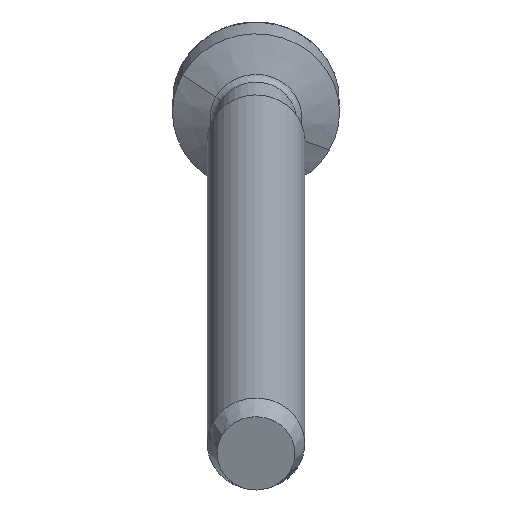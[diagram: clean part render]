
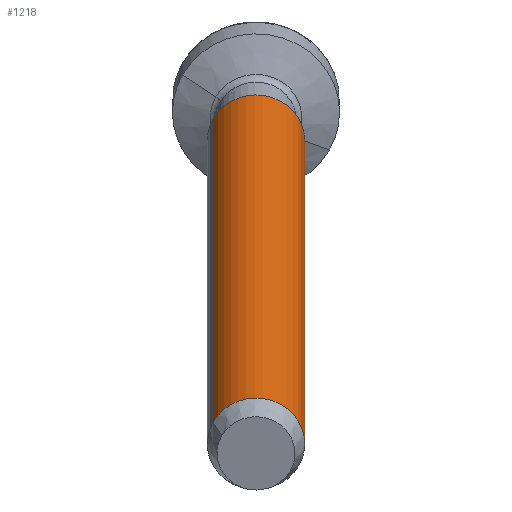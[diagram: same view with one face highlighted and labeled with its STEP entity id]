
A CAD part, front view. The second image highlights one B-rep face of the part: STEP entity #1218.
In plain terms, the highlighted cylindrical face has radius 1.75 mm (diameter 3.5 mm), a partial arc.
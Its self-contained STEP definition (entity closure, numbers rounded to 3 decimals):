
#1118=CARTESIAN_POINT('Vertex',(1.536,-36.4,-0.839)) ;
#1120=CARTESIAN_POINT('Vertex',(-1.536,-36.4,0.839)) ;
#1149=CARTESIAN_POINT('Axis2P3D Location',(0.,-36.4,0.)) ;
#1176=CARTESIAN_POINT('Axis2P3D Location',(0.,-18.7,0.)) ;
#1185=CARTESIAN_POINT('Vertex',(1.536,-4.573,-0.839)) ;
#1187=CARTESIAN_POINT('Vertex',(-1.536,-4.573,0.839)) ;
#1190=CARTESIAN_POINT('Line Origine',(1.536,-20.487,-0.839)) ;
#1195=CARTESIAN_POINT('Line Origine',(-1.536,-20.487,0.839)) ;
#1207=CARTESIAN_POINT('Axis2P3D Location',(0.,-4.573,0.)) ;
#1150=DIRECTION('Axis2P3D Direction',(0.,1.,0.)) ;
#1177=DIRECTION('Axis2P3D Direction',(0.,1.,0.)) ;
#1178=DIRECTION('Axis2P3D XDirection',(0.878,0.,-0.479)) ;
#1191=DIRECTION('Vector Direction',(0.,1.,0.)) ;
#1196=DIRECTION('Vector Direction',(0.,1.,0.)) ;
#1208=DIRECTION('Axis2P3D Direction',(0.,1.,0.)) ;
#1151=AXIS2_PLACEMENT_3D('Circle Axis2P3D',#1149,#1150,$) ;
#1179=AXIS2_PLACEMENT_3D('Cylinder Axis2P3D',#1176,#1177,#1178) ;
#1209=AXIS2_PLACEMENT_3D('Circle Axis2P3D',#1207,#1208,$) ;
#1213=ORIENTED_EDGE('',*,*,#1211,.F.) ;
#1214=ORIENTED_EDGE('',*,*,#1199,.T.) ;
#1215=ORIENTED_EDGE('',*,*,#1153,.T.) ;
#1216=ORIENTED_EDGE('',*,*,#1194,.F.) ;
#1192=VECTOR('Line Direction',#1191,1.) ;
#1197=VECTOR('Line Direction',#1196,1.) ;
#1218=ADVANCED_FACE('PartBody',(#1217),#1180,.T.) ;
#1152=CIRCLE('generated circle',#1151,1.75) ;
#1210=CIRCLE('generated circle',#1209,1.75) ;
#1180=CYLINDRICAL_SURFACE('generated cylinder',#1179,1.75) ;
#1153=EDGE_CURVE('',#1121,#1119,#1152,.T.) ;
#1194=EDGE_CURVE('',#1186,#1119,#1193,.F.) ;
#1199=EDGE_CURVE('',#1188,#1121,#1198,.F.) ;
#1211=EDGE_CURVE('',#1188,#1186,#1210,.T.) ;
#1212=EDGE_LOOP('',(#1213,#1214,#1215,#1216)) ;
#1217=FACE_OUTER_BOUND('',#1212,.T.) ;
#1193=LINE('Line',#1190,#1192) ;
#1198=LINE('Line',#1195,#1197) ;
#1119=VERTEX_POINT('',#1118) ;
#1121=VERTEX_POINT('',#1120) ;
#1186=VERTEX_POINT('',#1185) ;
#1188=VERTEX_POINT('',#1187) ;
